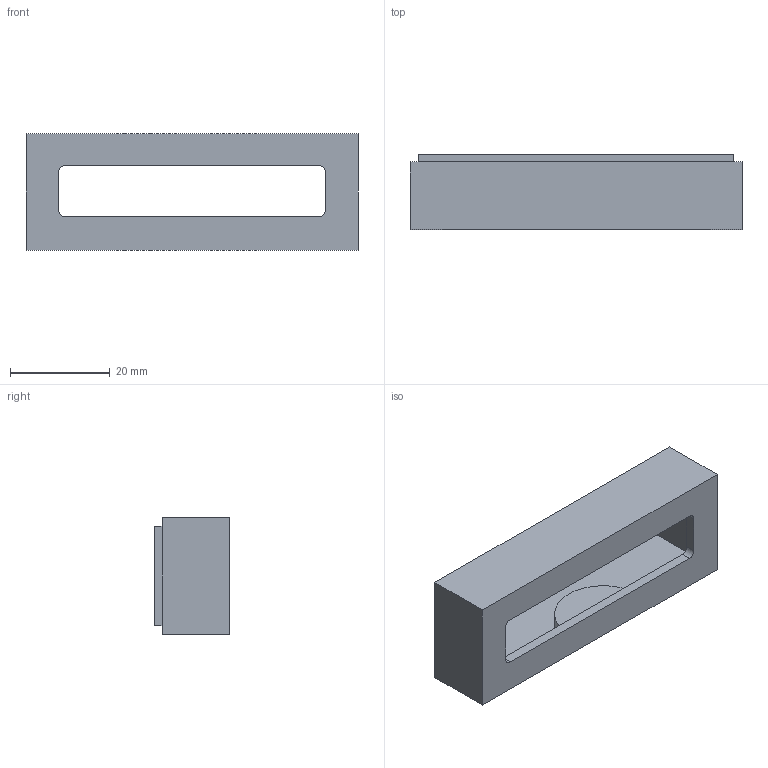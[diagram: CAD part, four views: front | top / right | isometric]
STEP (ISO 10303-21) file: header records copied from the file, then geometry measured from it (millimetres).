
FILE_DESCRIPTION(/* description */ (''),/* implementation_level */ '2;1');
FILE_NAME(/* name */ 'center-support.step',/* time_stamp */ '2025-11-14T03:09:39-05:00',/* author */ (''),/* organization */ (''),/* preprocessor_version */ 'ST-DEVELOPER v20.1',/* originating_system */ 'Autodesk Translation Framework v14.10.0.0',/* authorisation */ '');
FILE_SCHEMA (('AUTOMOTIVE_DESIGN { 1 0 10303 214 3 1 1 }'));
Length unit declared in the file: millimetre
Products named in the file (2): v3-mockup; center_support
Assembly tree (1 placements, depth 2):
  v3-mockup
    center_support
Bounding box: 66.5 x 15 x 23.32 mm (x, y, z)
Volume: 7431.7 mm3; surface area: 7023.9 mm2
Topology: 1 solids, 1 shells, 26 faces, 66 edges, 44 vertices
Faces by surface type: plane 21, cylinder 5
Entity records: 872 total; most frequent: CARTESIAN_POINT 139, DIRECTION 134, ORIENTED_EDGE 132, EDGE_CURVE 66, LINE 56, VECTOR 56, VERTEX_POINT 44, AXIS2_PLACEMENT_3D 39
